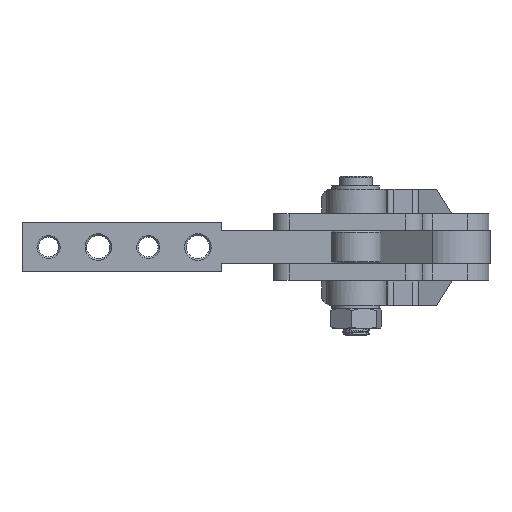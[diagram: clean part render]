
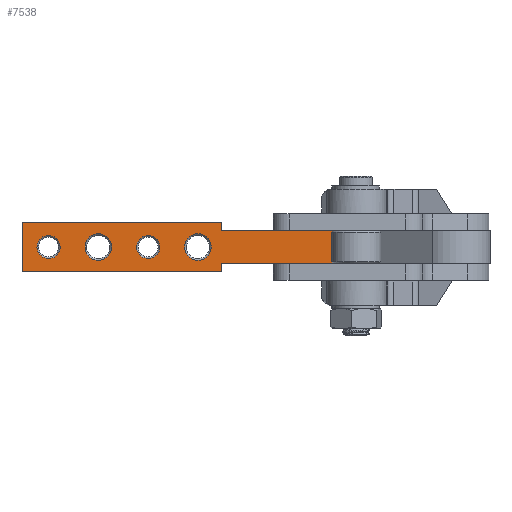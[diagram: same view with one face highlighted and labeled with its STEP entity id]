
A CAD part, front view. The second image highlights one B-rep face of the part: STEP entity #7538.
In plain terms, the highlighted planar face has unit normal (0, -1, 0).
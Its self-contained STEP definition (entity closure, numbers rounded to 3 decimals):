
#6774 = EDGE_CURVE ( 'NONE', #6784, #6779, #13703, .T. ) ;
#6776 = VERTEX_POINT ( 'NONE', #13689 ) ;
#6777 = VERTEX_POINT ( 'NONE', #13677 ) ;
#6779 = VERTEX_POINT ( 'NONE', #13717 ) ;
#6784 = VERTEX_POINT ( 'NONE', #13661 ) ;
#6793 = VERTEX_POINT ( 'NONE', #13652 ) ;
#6798 = EDGE_CURVE ( 'NONE', #6806, #6793, #13771, .T. ) ;
#6806 = VERTEX_POINT ( 'NONE', #12843 ) ;
#6841 = VERTEX_POINT ( 'NONE', #13027 ) ;
#6846 = EDGE_CURVE ( 'NONE', #6855, #6841, #13055, .T. ) ;
#6855 = VERTEX_POINT ( 'NONE', #12978 ) ;
#6857 = EDGE_CURVE ( 'NONE', #6777, #6776, #12939, .T. ) ;
#7312 = VERTEX_POINT ( 'NONE', #15471 ) ;
#7318 = EDGE_CURVE ( 'NONE', #6776, #6777, #15436, .T. ) ;
#7332 = EDGE_CURVE ( 'NONE', #6779, #6784, #15533, .T. ) ;
#7348 = EDGE_CURVE ( 'NONE', #6841, #6855, #15493, .T. ) ;
#7363 = EDGE_CURVE ( 'NONE', #7402, #7312, #15581, .T. ) ;
#7366 = VERTEX_POINT ( 'NONE', #15567 ) ;
#7372 = EDGE_CURVE ( 'NONE', #7312, #7373, #15551, .T. ) ;
#7373 = VERTEX_POINT ( 'NONE', #15501 ) ;
#7375 = EDGE_CURVE ( 'NONE', #7373, #7438, #15544, .T. ) ;
#7394 = EDGE_CURVE ( 'NONE', #6793, #6806, #15611, .T. ) ;
#7402 = VERTEX_POINT ( 'NONE', #15620 ) ;
#7429 = EDGE_CURVE ( 'NONE', #7438, #7366, #15787, .T. ) ;
#7438 = VERTEX_POINT ( 'NONE', #15754 ) ;
#7525 = EDGE_LOOP ( 'NONE', ( #7617, #7541, #7586, #7539, #7591, #7583, #7597, #7602 ) ) ;
#7531 = VERTEX_POINT ( 'NONE', #16020 ) ;
#7538 = ADVANCED_FACE ( 'NONE', ( #16033, #16012, #16034, #15999, #16018 ), #16028, .F. ) ;
#7539 = ORIENTED_EDGE ( 'NONE', *, *, #7372, .F. ) ;
#7541 = ORIENTED_EDGE ( 'NONE', *, *, #7429, .F. ) ;
#7549 = EDGE_CURVE ( 'NONE', #7619, #7366, #16080, .T. ) ;
#7577 = EDGE_CURVE ( 'NONE', #7531, #7402, #16008, .T. ) ;
#7581 = ORIENTED_EDGE ( 'NONE', *, *, #6846, .F. ) ;
#7583 = ORIENTED_EDGE ( 'NONE', *, *, #7577, .F. ) ;
#7585 = VERTEX_POINT ( 'NONE', #16243 ) ;
#7586 = ORIENTED_EDGE ( 'NONE', *, *, #7375, .F. ) ;
#7587 = ORIENTED_EDGE ( 'NONE', *, *, #6798, .F. ) ;
#7589 = EDGE_LOOP ( 'NONE', ( #7605, #7587 ) ) ;
#7591 = ORIENTED_EDGE ( 'NONE', *, *, #7363, .F. ) ;
#7592 = EDGE_CURVE ( 'NONE', #7531, #7585, #16229, .T. ) ;
#7594 = EDGE_LOOP ( 'NONE', ( #7658, #7650 ) ) ;
#7597 = ORIENTED_EDGE ( 'NONE', *, *, #7592, .T. ) ;
#7598 = EDGE_CURVE ( 'NONE', #7585, #7619, #16188, .T. ) ;
#7600 = ORIENTED_EDGE ( 'NONE', *, *, #7332, .F. ) ;
#7602 = ORIENTED_EDGE ( 'NONE', *, *, #7598, .T. ) ;
#7605 = ORIENTED_EDGE ( 'NONE', *, *, #7394, .F. ) ;
#7617 = ORIENTED_EDGE ( 'NONE', *, *, #7549, .T. ) ;
#7619 = VERTEX_POINT ( 'NONE', #16260 ) ;
#7650 = ORIENTED_EDGE ( 'NONE', *, *, #6857, .F. ) ;
#7652 = EDGE_LOOP ( 'NONE', ( #7600, #7659 ) ) ;
#7658 = ORIENTED_EDGE ( 'NONE', *, *, #7318, .F. ) ;
#7659 = ORIENTED_EDGE ( 'NONE', *, *, #6774, .F. ) ;
#7660 = ORIENTED_EDGE ( 'NONE', *, *, #7348, .F. ) ;
#7662 = EDGE_LOOP ( 'NONE', ( #7660, #7581 ) ) ;
#12843 = CARTESIAN_POINT ( 'NONE',  ( 196.81, -38.238, 11.5 ) ) ;
#12927 = DIRECTION ( 'NONE',  ( 0., 0., -1. ) ) ;
#12928 = DIRECTION ( 'NONE',  ( 0., -1., 0. ) ) ;
#12930 = CARTESIAN_POINT ( 'NONE',  ( 166.81, -38.238, 7.5 ) ) ;
#12931 = AXIS2_PLACEMENT_3D ( 'NONE', #12930, #12928, #12927 ) ;
#12939 = CIRCLE ( 'NONE', #12931, 4. ) ;
#12978 = CARTESIAN_POINT ( 'NONE',  ( 151.81, -38.238, 11. ) ) ;
#12982 = DIRECTION ( 'NONE',  ( 0., 0., -1. ) ) ;
#12984 = DIRECTION ( 'NONE',  ( 0., -1., 0. ) ) ;
#12985 = CARTESIAN_POINT ( 'NONE',  ( 151.81, -38.238, 7.5 ) ) ;
#12995 = AXIS2_PLACEMENT_3D ( 'NONE', #12985, #12984, #12982 ) ;
#13027 = CARTESIAN_POINT ( 'NONE',  ( 151.81, -38.238, 4. ) ) ;
#13055 = CIRCLE ( 'NONE', #12995, 3.5 ) ;
#13652 = CARTESIAN_POINT ( 'NONE',  ( 196.81, -38.238, 3.5 ) ) ;
#13661 = CARTESIAN_POINT ( 'NONE',  ( 181.81, -38.238, 11. ) ) ;
#13677 = CARTESIAN_POINT ( 'NONE',  ( 166.81, -38.238, 11.5 ) ) ;
#13680 = DIRECTION ( 'NONE',  ( 0., 0., -1. ) ) ;
#13682 = DIRECTION ( 'NONE',  ( 0., -1., 0. ) ) ;
#13684 = CARTESIAN_POINT ( 'NONE',  ( 181.81, -38.238, 7.5 ) ) ;
#13689 = CARTESIAN_POINT ( 'NONE',  ( 166.81, -38.238, 3.5 ) ) ;
#13703 = CIRCLE ( 'NONE', #13727, 3.5 ) ;
#13717 = CARTESIAN_POINT ( 'NONE',  ( 181.81, -38.238, 4. ) ) ;
#13727 = AXIS2_PLACEMENT_3D ( 'NONE', #13684, #13682, #13680 ) ;
#13740 = DIRECTION ( 'NONE',  ( 0., 0., -1. ) ) ;
#13742 = DIRECTION ( 'NONE',  ( 0., -1., 0. ) ) ;
#13744 = CARTESIAN_POINT ( 'NONE',  ( 196.81, -38.238, 7.5 ) ) ;
#13760 = AXIS2_PLACEMENT_3D ( 'NONE', #13744, #13742, #13740 ) ;
#13771 = CIRCLE ( 'NONE', #13760, 4. ) ;
#15415 = DIRECTION ( 'NONE',  ( 0., 0., -1. ) ) ;
#15417 = DIRECTION ( 'NONE',  ( 0., -1., 0. ) ) ;
#15425 = AXIS2_PLACEMENT_3D ( 'NONE', #15466, #15417, #15415 ) ;
#15436 = CIRCLE ( 'NONE', #15425, 4. ) ;
#15466 = CARTESIAN_POINT ( 'NONE',  ( 166.81, -38.238, 7.5 ) ) ;
#15471 = CARTESIAN_POINT ( 'NONE',  ( 203.81, -38.238, 0. ) ) ;
#15483 = DIRECTION ( 'NONE',  ( 0., 0., -1. ) ) ;
#15485 = DIRECTION ( 'NONE',  ( 0., -1., 0. ) ) ;
#15487 = CARTESIAN_POINT ( 'NONE',  ( 151.81, -38.238, 7.5 ) ) ;
#15488 = AXIS2_PLACEMENT_3D ( 'NONE', #15487, #15485, #15483 ) ;
#15493 = CIRCLE ( 'NONE', #15488, 3.5 ) ;
#15501 = CARTESIAN_POINT ( 'NONE',  ( 143.81, -38.238, 0. ) ) ;
#15515 = DIRECTION ( 'NONE',  ( 0., 0., -1. ) ) ;
#15516 = DIRECTION ( 'NONE',  ( 0., -1., 0. ) ) ;
#15517 = CARTESIAN_POINT ( 'NONE',  ( 181.81, -38.238, 7.5 ) ) ;
#15531 = AXIS2_PLACEMENT_3D ( 'NONE', #15517, #15516, #15515 ) ;
#15533 = CIRCLE ( 'NONE', #15531, 3.5 ) ;
#15542 = CARTESIAN_POINT ( 'NONE',  ( 143.81, -38.238, 15. ) ) ;
#15544 = LINE ( 'NONE', #15542, #15648 ) ;
#15548 = DIRECTION ( 'NONE',  ( -1., 0., 0. ) ) ;
#15549 = VECTOR ( 'NONE', #15548, 1000. ) ;
#15550 = CARTESIAN_POINT ( 'NONE',  ( 239.854, -38.238, 0. ) ) ;
#15551 = LINE ( 'NONE', #15550, #15549 ) ;
#15566 = DIRECTION ( 'NONE',  ( 0., 0., -1. ) ) ;
#15567 = CARTESIAN_POINT ( 'NONE',  ( 203.81, -38.238, 15. ) ) ;
#15578 = VECTOR ( 'NONE', #15566, 1000. ) ;
#15579 = CARTESIAN_POINT ( 'NONE',  ( 203.81, -38.238, 15. ) ) ;
#15581 = LINE ( 'NONE', #15579, #15578 ) ;
#15605 = DIRECTION ( 'NONE',  ( 0., 0., -1. ) ) ;
#15606 = DIRECTION ( 'NONE',  ( 0., -1., 0. ) ) ;
#15608 = CARTESIAN_POINT ( 'NONE',  ( 196.81, -38.238, 7.5 ) ) ;
#15610 = AXIS2_PLACEMENT_3D ( 'NONE', #15608, #15606, #15605 ) ;
#15611 = CIRCLE ( 'NONE', #15610, 4. ) ;
#15620 = CARTESIAN_POINT ( 'NONE',  ( 203.81, -38.238, 2.5 ) ) ;
#15647 = DIRECTION ( 'NONE',  ( 0., 0., 1. ) ) ;
#15648 = VECTOR ( 'NONE', #15647, 1000. ) ;
#15754 = CARTESIAN_POINT ( 'NONE',  ( 143.81, -38.238, 15. ) ) ;
#15774 = DIRECTION ( 'NONE',  ( 1., 0., 0. ) ) ;
#15776 = VECTOR ( 'NONE', #15774, 1000. ) ;
#15785 = CARTESIAN_POINT ( 'NONE',  ( 239.854, -38.238, 15. ) ) ;
#15787 = LINE ( 'NONE', #15785, #15776 ) ;
#15991 = DIRECTION ( 'NONE',  ( 0., 1., 0. ) ) ;
#15992 = CARTESIAN_POINT ( 'NONE',  ( 239.854, -38.238, 15. ) ) ;
#15999 = FACE_BOUND ( 'NONE', #7594, .T. ) ;
#16008 = LINE ( 'NONE', #16154, #16152 ) ;
#16012 = FACE_BOUND ( 'NONE', #7589, .T. ) ;
#16013 = AXIS2_PLACEMENT_3D ( 'NONE', #15992, #15991, #16100 ) ;
#16018 = FACE_BOUND ( 'NONE', #7662, .T. ) ;
#16020 = CARTESIAN_POINT ( 'NONE',  ( 239.854, -38.238, 2.5 ) ) ;
#16028 = PLANE ( 'NONE',  #16013 ) ;
#16033 = FACE_OUTER_BOUND ( 'NONE', #7525, .T. ) ;
#16034 = FACE_BOUND ( 'NONE', #7652, .T. ) ;
#16056 = DIRECTION ( 'NONE',  ( 0., 0., 1. ) ) ;
#16058 = VECTOR ( 'NONE', #16056, 1000. ) ;
#16059 = CARTESIAN_POINT ( 'NONE',  ( 203.81, -38.238, 24.115 ) ) ;
#16080 = LINE ( 'NONE', #16059, #16058 ) ;
#16100 = DIRECTION ( 'NONE',  ( -1., 0., 0. ) ) ;
#16151 = DIRECTION ( 'NONE',  ( -1., 0., 0. ) ) ;
#16152 = VECTOR ( 'NONE', #16151, 1000. ) ;
#16154 = CARTESIAN_POINT ( 'NONE',  ( 239.854, -38.238, 2.5 ) ) ;
#16184 = DIRECTION ( 'NONE',  ( -1., 0., 0. ) ) ;
#16185 = VECTOR ( 'NONE', #16184, 1000. ) ;
#16187 = CARTESIAN_POINT ( 'NONE',  ( 203.81, -38.238, 12.5 ) ) ;
#16188 = LINE ( 'NONE', #16187, #16185 ) ;
#16229 = LINE ( 'NONE', #16242, #16241 ) ;
#16239 = DIRECTION ( 'NONE',  ( 0., 0., 1. ) ) ;
#16241 = VECTOR ( 'NONE', #16239, 1000. ) ;
#16242 = CARTESIAN_POINT ( 'NONE',  ( 239.854, -38.238, 15. ) ) ;
#16243 = CARTESIAN_POINT ( 'NONE',  ( 239.854, -38.238, 12.5 ) ) ;
#16260 = CARTESIAN_POINT ( 'NONE',  ( 203.81, -38.238, 12.5 ) ) ;
